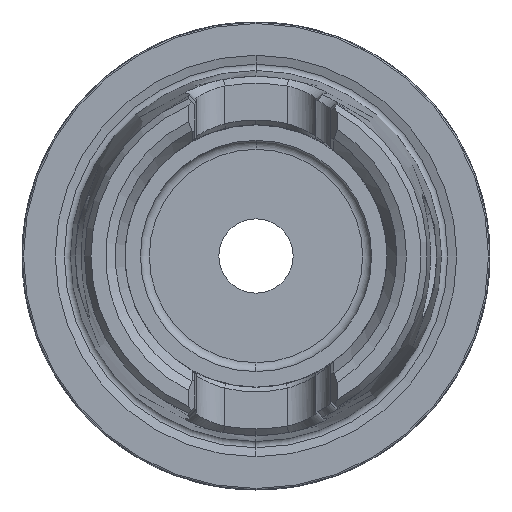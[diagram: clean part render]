
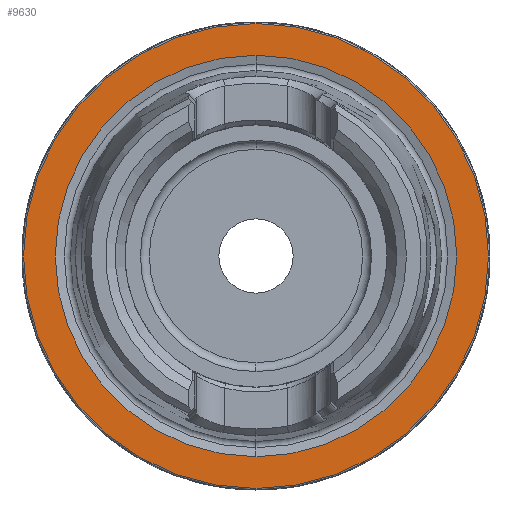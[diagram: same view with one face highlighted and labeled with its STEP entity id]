
A CAD part, left-side view. The second image highlights one B-rep face of the part: STEP entity #9630.
In plain terms, the highlighted planar face has unit normal (-1, 0, 0).
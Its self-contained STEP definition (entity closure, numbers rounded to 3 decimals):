
#396 = DIRECTION ( 'NONE',  ( 0., 0., 1. ) ) ;
#432 = CIRCLE ( 'NONE', #5757, 27. ) ;
#474 = CIRCLE ( 'NONE', #10061, 27. ) ;
#547 = PLANE ( 'NONE',  #9277 ) ;
#599 = DIRECTION ( 'NONE',  ( 0., 0., -1. ) ) ;
#1104 = AXIS2_PLACEMENT_3D ( 'NONE', #3409, #3407, #3393 ) ;
#2079 = EDGE_LOOP ( 'NONE', ( #6489, #6792 ) ) ;
#2971 = CIRCLE ( 'NONE', #1104, 31.275 ) ;
#3393 = DIRECTION ( 'NONE',  ( 0., 0., 1. ) ) ;
#3407 = DIRECTION ( 'NONE',  ( -1., 0., 0. ) ) ;
#3409 = CARTESIAN_POINT ( 'NONE',  ( 0., 0., 0. ) ) ;
#3432 = CARTESIAN_POINT ( 'NONE',  ( 0., 0., -31.275 ) ) ;
#3727 = FACE_BOUND ( 'NONE', #2079, .T. ) ;
#3759 = DIRECTION ( 'NONE',  ( -1., 0., 0. ) ) ;
#4001 = CARTESIAN_POINT ( 'NONE',  ( 0., 0., 0. ) ) ;
#4043 = DIRECTION ( 'NONE',  ( 0., 0., 1. ) ) ;
#4157 = EDGE_LOOP ( 'NONE', ( #7140, #7445 ) ) ;
#4503 = EDGE_CURVE ( 'NONE', #6942, #8371, #10645, .T. ) ;
#4709 = AXIS2_PLACEMENT_3D ( 'NONE', #6411, #6402, #6351 ) ;
#5532 = CARTESIAN_POINT ( 'NONE',  ( 0., 0., 27. ) ) ;
#5611 = CARTESIAN_POINT ( 'NONE',  ( 0., 0., -27. ) ) ;
#5757 = AXIS2_PLACEMENT_3D ( 'NONE', #4001, #3759, #4043 ) ;
#5799 = CARTESIAN_POINT ( 'NONE',  ( 0., 31.275, 0. ) ) ;
#6280 = EDGE_CURVE ( 'NONE', #8371, #6942, #2971, .T. ) ;
#6351 = DIRECTION ( 'NONE',  ( 0., 0., 1. ) ) ;
#6402 = DIRECTION ( 'NONE',  ( -1., 0., 0. ) ) ;
#6411 = CARTESIAN_POINT ( 'NONE',  ( 0., 0., 0. ) ) ;
#6489 = ORIENTED_EDGE ( 'NONE', *, *, #6799, .F. ) ;
#6646 = DIRECTION ( 'NONE',  ( -1., 0., 0. ) ) ;
#6792 = ORIENTED_EDGE ( 'NONE', *, *, #13145, .F. ) ;
#6799 = EDGE_CURVE ( 'NONE', #11964, #13175, #432, .T. ) ;
#6830 = DIRECTION ( 'NONE',  ( 1., 0., 0. ) ) ;
#6942 = VERTEX_POINT ( 'NONE', #12487 ) ;
#7140 = ORIENTED_EDGE ( 'NONE', *, *, #4503, .T. ) ;
#7445 = ORIENTED_EDGE ( 'NONE', *, *, #6280, .T. ) ;
#8371 = VERTEX_POINT ( 'NONE', #3432 ) ;
#8911 = FACE_OUTER_BOUND ( 'NONE', #4157, .T. ) ;
#9277 = AXIS2_PLACEMENT_3D ( 'NONE', #5799, #6830, #599 ) ;
#9630 = ADVANCED_FACE ( 'NONE', ( #3727, #8911 ), #547, .F. ) ;
#10061 = AXIS2_PLACEMENT_3D ( 'NONE', #12828, #6646, #396 ) ;
#10645 = CIRCLE ( 'NONE', #4709, 31.275 ) ;
#11964 = VERTEX_POINT ( 'NONE', #5532 ) ;
#12487 = CARTESIAN_POINT ( 'NONE',  ( 0., 0., 31.275 ) ) ;
#12828 = CARTESIAN_POINT ( 'NONE',  ( 0., 0., 0. ) ) ;
#13145 = EDGE_CURVE ( 'NONE', #13175, #11964, #474, .T. ) ;
#13175 = VERTEX_POINT ( 'NONE', #5611 ) ;
